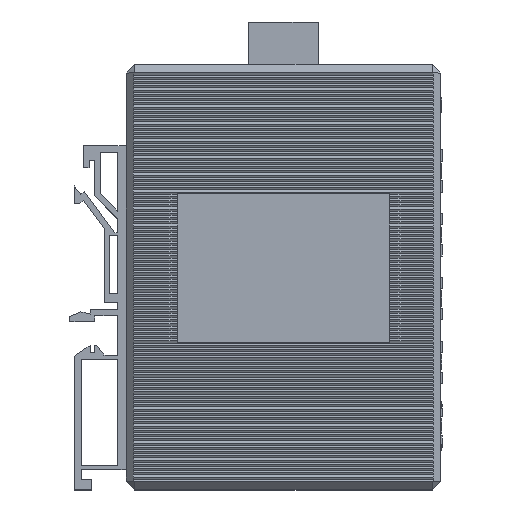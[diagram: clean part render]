
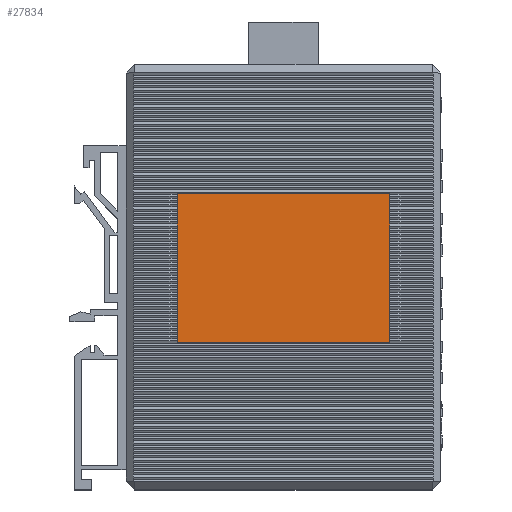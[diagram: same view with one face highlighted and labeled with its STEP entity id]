
A CAD part, top view. The second image highlights one B-rep face of the part: STEP entity #27834.
In plain terms, the highlighted planar face has unit normal (0, 0, 1).
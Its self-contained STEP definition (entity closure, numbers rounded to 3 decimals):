
#725=FACE_OUTER_BOUND('',#2164,.T.);
#2164=EDGE_LOOP('',(#17460,#17461,#17462,#17463));
#3723=LINE('',#36619,#7254);
#3726=LINE('',#36625,#7257);
#3870=LINE('',#36912,#7401);
#3872=LINE('',#36915,#7403);
#7254=VECTOR('',#30554,50.);
#7257=VECTOR('',#30559,35.);
#7401=VECTOR('',#30705,35.);
#7403=VECTOR('',#30709,50.);
#10785=VERTEX_POINT('',#36616);
#10786=VERTEX_POINT('',#36618);
#10788=VERTEX_POINT('',#36624);
#10930=VERTEX_POINT('',#36910);
#13385=EDGE_CURVE('',#10786,#10785,#3723,.T.);
#13388=EDGE_CURVE('',#10788,#10786,#3726,.T.);
#13532=EDGE_CURVE('',#10785,#10930,#3870,.T.);
#13534=EDGE_CURVE('',#10930,#10788,#3872,.T.);
#17460=ORIENTED_EDGE('',*,*,#13532,.T.);
#17461=ORIENTED_EDGE('',*,*,#13534,.T.);
#17462=ORIENTED_EDGE('',*,*,#13388,.T.);
#17463=ORIENTED_EDGE('',*,*,#13385,.T.);
#25150=PLANE('',#29287);
#27834=ADVANCED_FACE('',(#725),#25150,.T.);
#29287=AXIS2_PLACEMENT_3D('',#36916,#30710,#30711);
#30554=DIRECTION('',(-1.,0.,0.));
#30559=DIRECTION('',(0.,1.,0.));
#30705=DIRECTION('',(0.,-1.,0.));
#30709=DIRECTION('',(1.,0.,0.));
#30710=DIRECTION('center_axis',(0.,0.,1.));
#30711=DIRECTION('ref_axis',(1.,0.,0.));
#36616=CARTESIAN_POINT('',(12.,69.592,24.6));
#36618=CARTESIAN_POINT('',(62.,69.592,24.6));
#36619=CARTESIAN_POINT('',(62.,69.592,24.6));
#36624=CARTESIAN_POINT('',(62.,34.592,24.6));
#36625=CARTESIAN_POINT('',(62.,34.592,24.6));
#36910=CARTESIAN_POINT('',(12.,34.592,24.6));
#36912=CARTESIAN_POINT('',(12.,69.592,24.6));
#36915=CARTESIAN_POINT('',(12.,34.592,24.6));
#36916=CARTESIAN_POINT('Origin',(37.,52.092,24.6));
